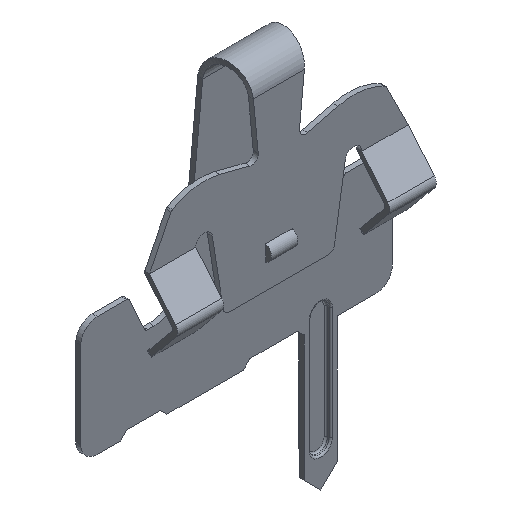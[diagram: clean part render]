
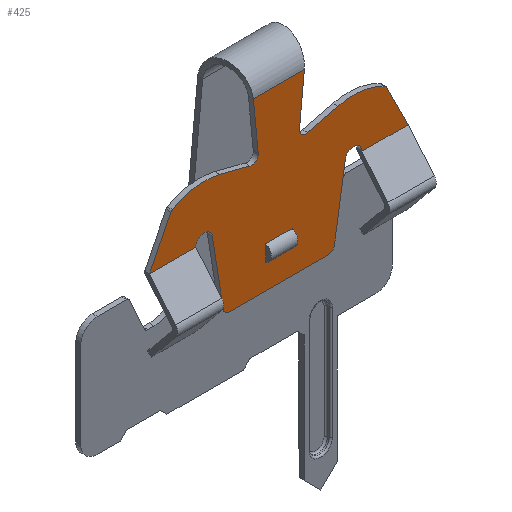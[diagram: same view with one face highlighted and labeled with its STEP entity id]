
A CAD part, isometric view. The second image highlights one B-rep face of the part: STEP entity #425.
In plain terms, the highlighted planar face has unit normal (0, -1, 0).
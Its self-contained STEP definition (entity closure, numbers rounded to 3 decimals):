
#41 = VERTEX_POINT('',#42);
#42 = CARTESIAN_POINT('',(-6.44,-1.425,6.2));
#245 = VERTEX_POINT('',#246);
#246 = CARTESIAN_POINT('',(-5.043,-1.425,6.2));
#252 = EDGE_CURVE('',#41,#245,#253,.T.);
#253 = LINE('',#254,#255);
#254 = CARTESIAN_POINT('',(-6.44,-1.425,6.2));
#255 = VECTOR('',#256,1.);
#256 = DIRECTION('',(1.,0.,0.));
#296 = VERTEX_POINT('',#297);
#297 = CARTESIAN_POINT('',(-5.79,-1.425,7.5));
#303 = EDGE_CURVE('',#296,#41,#304,.T.);
#304 = LINE('',#305,#306);
#305 = CARTESIAN_POINT('',(-5.79,-1.425,7.5));
#306 = VECTOR('',#307,1.);
#307 = DIRECTION('',(-0.447,0.,-0.894));
#425 = ADVANCED_FACE('',(#426,#598),#632,.F.);
#426 = FACE_BOUND('',#427,.F.);
#427 = EDGE_LOOP('',(#428,#439,#447,#455,#463,#472,#480,#489,#498,#506,
    #514,#523,#531,#540,#548,#557,#565,#572,#573,#574,#583,#592));
#428 = ORIENTED_EDGE('',*,*,#429,.T.);
#429 = EDGE_CURVE('',#430,#432,#434,.T.);
#430 = VERTEX_POINT('',#431);
#431 = CARTESIAN_POINT('',(-3.411,-1.425,7.506));
#432 = VERTEX_POINT('',#433);
#433 = CARTESIAN_POINT('',(-3.162,-1.425,7.72));
#434 = CIRCLE('',#435,0.2);
#435 = AXIS2_PLACEMENT_3D('',#436,#437,#438);
#436 = CARTESIAN_POINT('',(-3.361,-1.425,7.7));
#437 = DIRECTION('',(0.,-1.,0.));
#438 = DIRECTION('',(1.,0.,0.));
#439 = ORIENTED_EDGE('',*,*,#440,.T.);
#440 = EDGE_CURVE('',#432,#441,#443,.T.);
#441 = VERTEX_POINT('',#442);
#442 = CARTESIAN_POINT('',(-3.309,-1.425,9.213));
#443 = LINE('',#444,#445);
#444 = CARTESIAN_POINT('',(-3.162,-1.425,7.72));
#445 = VECTOR('',#446,1.);
#446 = DIRECTION('',(-0.098,0.,
    0.995));
#447 = ORIENTED_EDGE('',*,*,#448,.T.);
#448 = EDGE_CURVE('',#441,#449,#451,.T.);
#449 = VERTEX_POINT('',#450);
#450 = CARTESIAN_POINT('',(-1.771,-1.425,9.213));
#451 = LINE('',#452,#453);
#452 = CARTESIAN_POINT('',(-3.309,-1.425,9.213));
#453 = VECTOR('',#454,1.);
#454 = DIRECTION('',(1.,0.,0.));
#455 = ORIENTED_EDGE('',*,*,#456,.T.);
#456 = EDGE_CURVE('',#449,#457,#459,.T.);
#457 = VERTEX_POINT('',#458);
#458 = CARTESIAN_POINT('',(-1.918,-1.425,7.72));
#459 = LINE('',#460,#461);
#460 = CARTESIAN_POINT('',(-1.771,-1.425,9.213));
#461 = VECTOR('',#462,1.);
#462 = DIRECTION('',(-0.098,0.,
    -0.995));
#463 = ORIENTED_EDGE('',*,*,#464,.T.);
#464 = EDGE_CURVE('',#457,#465,#467,.T.);
#465 = VERTEX_POINT('',#466);
#466 = CARTESIAN_POINT('',(-1.669,-1.425,7.506));
#467 = CIRCLE('',#468,0.2);
#468 = AXIS2_PLACEMENT_3D('',#469,#470,#471);
#469 = CARTESIAN_POINT('',(-1.719,-1.425,7.7));
#470 = DIRECTION('',(0.,-1.,0.));
#471 = DIRECTION('',(1.,0.,0.));
#472 = ORIENTED_EDGE('',*,*,#473,.T.);
#473 = EDGE_CURVE('',#465,#474,#476,.T.);
#474 = VERTEX_POINT('',#475);
#475 = CARTESIAN_POINT('',(-0.761,-1.425,7.74));
#476 = LINE('',#477,#478);
#477 = CARTESIAN_POINT('',(-1.669,-1.425,7.506));
#478 = VECTOR('',#479,1.);
#479 = DIRECTION('',(0.968,0.,0.249)
  );
#480 = ORIENTED_EDGE('',*,*,#481,.F.);
#481 = EDGE_CURVE('',#482,#474,#484,.T.);
#482 = VERTEX_POINT('',#483);
#483 = CARTESIAN_POINT('',(0.671,-1.425,7.542));
#484 = CIRCLE('',#485,1.905);
#485 = AXIS2_PLACEMENT_3D('',#486,#487,#488);
#486 = CARTESIAN_POINT('',(-0.287,-1.425,5.895));
#487 = DIRECTION('',(0.,-1.,0.));
#488 = DIRECTION('',(1.,0.,0.));
#489 = ORIENTED_EDGE('',*,*,#490,.F.);
#490 = EDGE_CURVE('',#491,#482,#493,.T.);
#491 = VERTEX_POINT('',#492);
#492 = CARTESIAN_POINT('',(0.71,-1.425,7.5));
#493 = CIRCLE('',#494,0.1);
#494 = AXIS2_PLACEMENT_3D('',#495,#496,#497);
#495 = CARTESIAN_POINT('',(0.621,-1.425,7.455));
#496 = DIRECTION('',(0.,-1.,0.));
#497 = DIRECTION('',(1.,0.,0.));
#498 = ORIENTED_EDGE('',*,*,#499,.T.);
#499 = EDGE_CURVE('',#491,#500,#502,.T.);
#500 = VERTEX_POINT('',#501);
#501 = CARTESIAN_POINT('',(1.36,-1.425,6.2));
#502 = LINE('',#503,#504);
#503 = CARTESIAN_POINT('',(0.71,-1.425,7.5));
#504 = VECTOR('',#505,1.);
#505 = DIRECTION('',(0.447,0.,-0.894));
#506 = ORIENTED_EDGE('',*,*,#507,.T.);
#507 = EDGE_CURVE('',#500,#508,#510,.T.);
#508 = VERTEX_POINT('',#509);
#509 = CARTESIAN_POINT('',(-0.037,-1.425,6.2));
#510 = LINE('',#511,#512);
#511 = CARTESIAN_POINT('',(1.36,-1.425,6.2));
#512 = VECTOR('',#513,1.);
#513 = DIRECTION('',(-1.,0.,0.));
#514 = ORIENTED_EDGE('',*,*,#515,.T.);
#515 = EDGE_CURVE('',#508,#516,#518,.T.);
#516 = VERTEX_POINT('',#517);
#517 = CARTESIAN_POINT('',(-0.534,-1.425,6.239));
#518 = CIRCLE('',#519,0.25);
#519 = AXIS2_PLACEMENT_3D('',#520,#521,#522);
#520 = CARTESIAN_POINT('',(-0.287,-1.425,6.2));
#521 = DIRECTION('',(0.,-1.,0.));
#522 = DIRECTION('',(1.,0.,0.));
#523 = ORIENTED_EDGE('',*,*,#524,.T.);
#524 = EDGE_CURVE('',#516,#525,#527,.T.);
#525 = VERTEX_POINT('',#526);
#526 = CARTESIAN_POINT('',(-0.863,-1.425,4.169));
#527 = LINE('',#528,#529);
#528 = CARTESIAN_POINT('',(-0.534,-1.425,6.239));
#529 = VECTOR('',#530,1.);
#530 = DIRECTION('',(-0.157,0.,-0.988)
  );
#531 = ORIENTED_EDGE('',*,*,#532,.F.);
#532 = EDGE_CURVE('',#533,#525,#535,.T.);
#533 = VERTEX_POINT('',#534);
#534 = CARTESIAN_POINT('',(-1.061,-1.425,4.));
#535 = CIRCLE('',#536,0.2);
#536 = AXIS2_PLACEMENT_3D('',#537,#538,#539);
#537 = CARTESIAN_POINT('',(-1.061,-1.425,4.2));
#538 = DIRECTION('',(0.,-1.,0.));
#539 = DIRECTION('',(1.,0.,0.));
#540 = ORIENTED_EDGE('',*,*,#541,.F.);
#541 = EDGE_CURVE('',#542,#533,#544,.T.);
#542 = VERTEX_POINT('',#543);
#543 = CARTESIAN_POINT('',(-4.019,-1.425,4.));
#544 = LINE('',#545,#546);
#545 = CARTESIAN_POINT('',(-4.019,-1.425,4.));
#546 = VECTOR('',#547,1.);
#547 = DIRECTION('',(1.,0.,0.));
#548 = ORIENTED_EDGE('',*,*,#549,.F.);
#549 = EDGE_CURVE('',#550,#542,#552,.T.);
#550 = VERTEX_POINT('',#551);
#551 = CARTESIAN_POINT('',(-4.217,-1.425,4.169));
#552 = CIRCLE('',#553,0.2);
#553 = AXIS2_PLACEMENT_3D('',#554,#555,#556);
#554 = CARTESIAN_POINT('',(-4.019,-1.425,4.2));
#555 = DIRECTION('',(0.,-1.,0.));
#556 = DIRECTION('',(1.,0.,0.));
#557 = ORIENTED_EDGE('',*,*,#558,.F.);
#558 = EDGE_CURVE('',#559,#550,#561,.T.);
#559 = VERTEX_POINT('',#560);
#560 = CARTESIAN_POINT('',(-4.546,-1.425,6.239));
#561 = LINE('',#562,#563);
#562 = CARTESIAN_POINT('',(-4.546,-1.425,6.239));
#563 = VECTOR('',#564,1.);
#564 = DIRECTION('',(0.157,0.,-0.988)
  );
#565 = ORIENTED_EDGE('',*,*,#566,.T.);
#566 = EDGE_CURVE('',#559,#245,#567,.T.);
#567 = CIRCLE('',#568,0.25);
#568 = AXIS2_PLACEMENT_3D('',#569,#570,#571);
#569 = CARTESIAN_POINT('',(-4.793,-1.425,6.2));
#570 = DIRECTION('',(0.,-1.,0.));
#571 = DIRECTION('',(1.,0.,0.));
#572 = ORIENTED_EDGE('',*,*,#252,.F.);
#573 = ORIENTED_EDGE('',*,*,#303,.F.);
#574 = ORIENTED_EDGE('',*,*,#575,.F.);
#575 = EDGE_CURVE('',#576,#296,#578,.T.);
#576 = VERTEX_POINT('',#577);
#577 = CARTESIAN_POINT('',(-5.751,-1.425,7.542));
#578 = CIRCLE('',#579,0.1);
#579 = AXIS2_PLACEMENT_3D('',#580,#581,#582);
#580 = CARTESIAN_POINT('',(-5.701,-1.425,7.455));
#581 = DIRECTION('',(0.,-1.,0.));
#582 = DIRECTION('',(1.,0.,0.));
#583 = ORIENTED_EDGE('',*,*,#584,.F.);
#584 = EDGE_CURVE('',#585,#576,#587,.T.);
#585 = VERTEX_POINT('',#586);
#586 = CARTESIAN_POINT('',(-4.319,-1.425,7.74));
#587 = CIRCLE('',#588,1.905);
#588 = AXIS2_PLACEMENT_3D('',#589,#590,#591);
#589 = CARTESIAN_POINT('',(-4.793,-1.425,5.895));
#590 = DIRECTION('',(0.,-1.,0.));
#591 = DIRECTION('',(1.,0.,0.));
#592 = ORIENTED_EDGE('',*,*,#593,.F.);
#593 = EDGE_CURVE('',#430,#585,#594,.T.);
#594 = LINE('',#595,#596);
#595 = CARTESIAN_POINT('',(-3.411,-1.425,7.506));
#596 = VECTOR('',#597,1.);
#597 = DIRECTION('',(-0.968,0.,0.249)
  );
#598 = FACE_BOUND('',#599,.F.);
#599 = EDGE_LOOP('',(#600,#610,#618,#626));
#600 = ORIENTED_EDGE('',*,*,#601,.F.);
#601 = EDGE_CURVE('',#602,#604,#606,.T.);
#602 = VERTEX_POINT('',#603);
#603 = CARTESIAN_POINT('',(-2.14,-1.425,5.238));
#604 = VERTEX_POINT('',#605);
#605 = CARTESIAN_POINT('',(-2.14,-1.425,4.762));
#606 = LINE('',#607,#608);
#607 = CARTESIAN_POINT('',(-2.14,-1.425,5.8));
#608 = VECTOR('',#609,1.);
#609 = DIRECTION('',(0.,0.,-1.));
#610 = ORIENTED_EDGE('',*,*,#611,.T.);
#611 = EDGE_CURVE('',#602,#612,#614,.T.);
#612 = VERTEX_POINT('',#613);
#613 = CARTESIAN_POINT('',(-2.94,-1.425,5.238));
#614 = LINE('',#615,#616);
#615 = CARTESIAN_POINT('',(-2.94,-1.425,5.238));
#616 = VECTOR('',#617,1.);
#617 = DIRECTION('',(-1.,-0.,-0.));
#618 = ORIENTED_EDGE('',*,*,#619,.T.);
#619 = EDGE_CURVE('',#612,#620,#622,.T.);
#620 = VERTEX_POINT('',#621);
#621 = CARTESIAN_POINT('',(-2.94,-1.425,4.762));
#622 = LINE('',#623,#624);
#623 = CARTESIAN_POINT('',(-2.94,-1.425,5.8));
#624 = VECTOR('',#625,1.);
#625 = DIRECTION('',(0.,0.,-1.));
#626 = ORIENTED_EDGE('',*,*,#627,.F.);
#627 = EDGE_CURVE('',#604,#620,#628,.T.);
#628 = LINE('',#629,#630);
#629 = CARTESIAN_POINT('',(-2.94,-1.425,4.762));
#630 = VECTOR('',#631,1.);
#631 = DIRECTION('',(-1.,-0.,-0.));
#632 = PLANE('',#633);
#633 = AXIS2_PLACEMENT_3D('',#634,#635,#636);
#634 = CARTESIAN_POINT('',(-2.54,-1.425,6.6));
#635 = DIRECTION('',(0.,1.,0.));
#636 = DIRECTION('',(0.,0.,1.));
